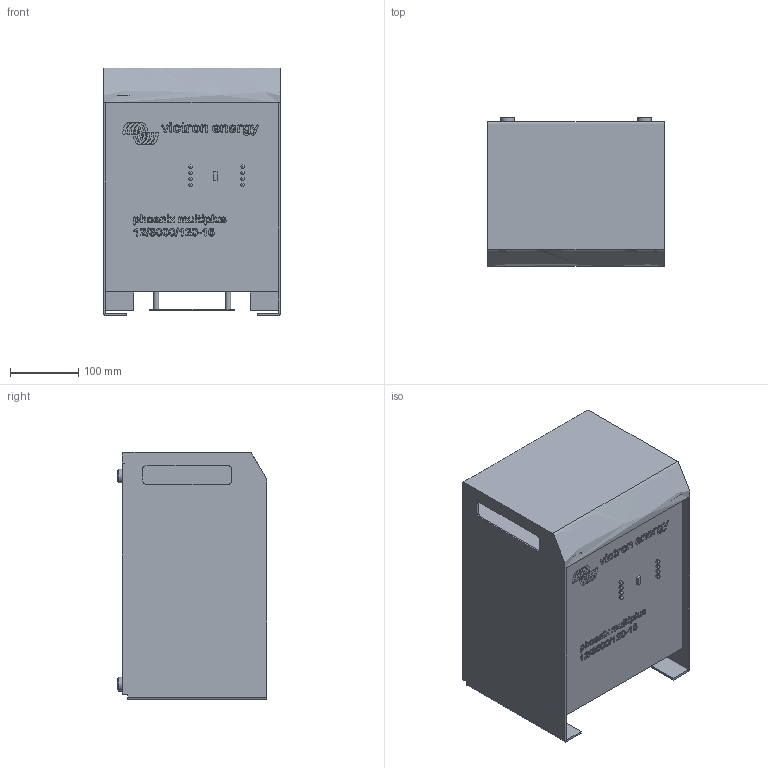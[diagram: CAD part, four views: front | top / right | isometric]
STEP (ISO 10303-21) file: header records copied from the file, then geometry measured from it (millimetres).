
FILE_DESCRIPTION((''),'2;1');
FILE_NAME('Phoenix_Multiplus_12-3000_120-16.stp','2012-05-16T15:03:40',('Udo.Huebner'),(''),'Autodesk Inventor 2013','Autodesk Inventor 2013','');
FILE_SCHEMA(('AUTOMOTIVE_DESIGN { 1 0 10303 214 1 1 1 1 }'));
Length unit declared in the file: millimetre
Products named in the file (1): Phoenix_Multiplus_12-3000_120-16
Bounding box: 258 x 218 x 362 mm (x, y, z)
Volume: 16344396.8 mm3; surface area: 574138.1 mm2
Topology: 14 solids, 68 shells, 160 faces, 835 edges, 749 vertices
Faces by surface type: plane 123, cylinder 16, bspline 9, sphere 8, cone 4
Full cylindrical faces by diameter (mm): 5 x8, 8 x4, 20 x4
Entity records: 12007 total; most frequent: CARTESIAN_POINT 6444, ORIENTED_EDGE 989, EDGE_CURVE 787, VERTEX_POINT 729, DIRECTION 581, B_SPLINE_CURVE_WITH_KNOTS 535, EDGE_LOOP 203, AXIS2_PLACEMENT_3D 198
